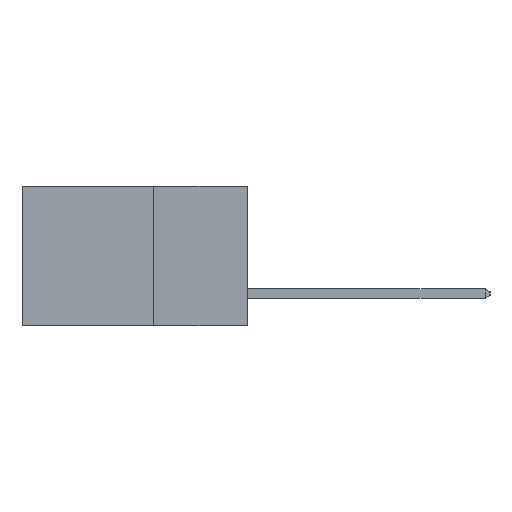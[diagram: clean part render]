
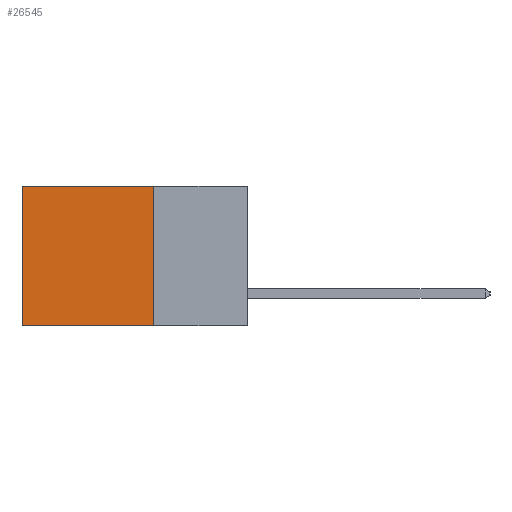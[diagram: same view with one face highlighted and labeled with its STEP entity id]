
A CAD part, left-side view. The second image highlights one B-rep face of the part: STEP entity #26545.
In plain terms, the highlighted planar face has unit normal (-1, 0, 0).
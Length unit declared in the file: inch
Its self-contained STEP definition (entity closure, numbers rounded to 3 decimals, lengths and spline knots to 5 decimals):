
#131 = VERTEX_POINT ( 'NONE', #22344 ) ;
#1036 = AXIS2_PLACEMENT_3D ( 'NONE', #11119, #25409, #13222 ) ;
#2192 = LINE ( 'NONE', #14682, #12786 ) ;
#3021 = LINE ( 'NONE', #11322, #13561 ) ;
#3451 = CARTESIAN_POINT ( 'NONE',  ( 0.298, 0.6, 0. ) ) ;
#4039 = DIRECTION ( 'NONE',  ( 0., 0., -1. ) ) ;
#4236 = DIRECTION ( 'NONE',  ( 0., 1., 0. ) ) ;
#6458 = VERTEX_POINT ( 'NONE', #24941 ) ;
#6905 = ORIENTED_EDGE ( 'NONE', *, *, #8016, .T. ) ;
#7846 = EDGE_CURVE ( 'NONE', #19254, #6458, #3021, .T. ) ;
#8016 = EDGE_CURVE ( 'NONE', #6458, #24264, #25962, .T. ) ;
#9003 = PLANE ( 'NONE',  #1036 ) ;
#9638 = VECTOR ( 'NONE', #13934, 39.37008 ) ;
#11108 = EDGE_CURVE ( 'NONE', #131, #24264, #2192, .T. ) ;
#11119 = CARTESIAN_POINT ( 'NONE',  ( 0.298, 0.25, 0. ) ) ;
#11322 = CARTESIAN_POINT ( 'NONE',  ( 0.298, 0.25, 0. ) ) ;
#11990 = ORIENTED_EDGE ( 'NONE', *, *, #7846, .T. ) ;
#12378 = CARTESIAN_POINT ( 'NONE',  ( 0.298, 0.25, 0. ) ) ;
#12786 = VECTOR ( 'NONE', #4236, 39.37008 ) ;
#13222 = DIRECTION ( 'NONE',  ( 0., 0., -1. ) ) ;
#13410 = DIRECTION ( 'NONE',  ( 0., 1., 0. ) ) ;
#13561 = VECTOR ( 'NONE', #13410, 39.37008 ) ;
#13934 = DIRECTION ( 'NONE',  ( 0., 0., -1. ) ) ;
#14103 = FACE_OUTER_BOUND ( 'NONE', #16941, .T. ) ;
#14146 = LINE ( 'NONE', #18691, #23726 ) ;
#14682 = CARTESIAN_POINT ( 'NONE',  ( 0.298, 0.25, -0.37 ) ) ;
#16941 = EDGE_LOOP ( 'NONE', ( #6905, #23899, #21729, #11990 ) ) ;
#18386 = EDGE_CURVE ( 'NONE', #19254, #131, #14146, .T. ) ;
#18691 = CARTESIAN_POINT ( 'NONE',  ( 0.298, 0.25, 0. ) ) ;
#19254 = VERTEX_POINT ( 'NONE', #12378 ) ;
#21729 = ORIENTED_EDGE ( 'NONE', *, *, #18386, .F. ) ;
#22344 = CARTESIAN_POINT ( 'NONE',  ( 0.298, 0.25, -0.37 ) ) ;
#23726 = VECTOR ( 'NONE', #4039, 39.37008 ) ;
#23899 = ORIENTED_EDGE ( 'NONE', *, *, #11108, .F. ) ;
#24264 = VERTEX_POINT ( 'NONE', #25848 ) ;
#24941 = CARTESIAN_POINT ( 'NONE',  ( 0.298, 0.6, 0. ) ) ;
#25409 = DIRECTION ( 'NONE',  ( 1., 0., 0. ) ) ;
#25848 = CARTESIAN_POINT ( 'NONE',  ( 0.298, 0.6, -0.37 ) ) ;
#25962 = LINE ( 'NONE', #3451, #9638 ) ;
#26545 = ADVANCED_FACE ( 'NONE', ( #14103 ), #9003, .F. ) ;
